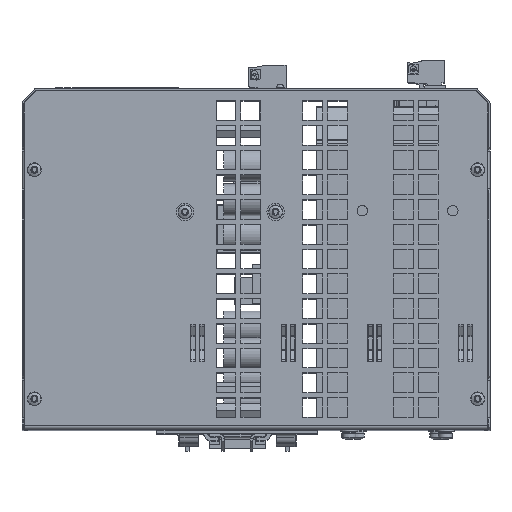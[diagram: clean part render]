
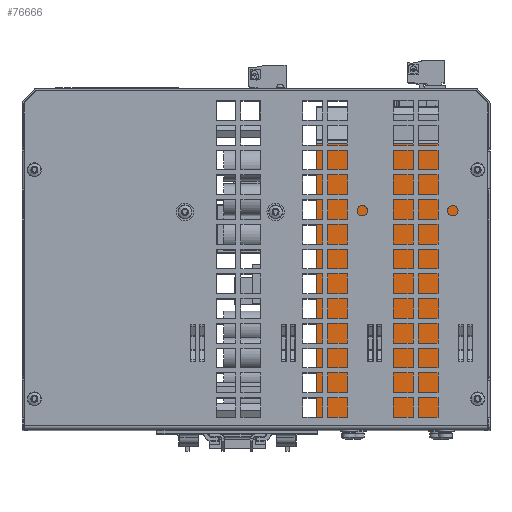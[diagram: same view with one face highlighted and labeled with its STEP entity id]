
A CAD part, top view. The second image highlights one B-rep face of the part: STEP entity #76666.
In plain terms, the highlighted face is planar.
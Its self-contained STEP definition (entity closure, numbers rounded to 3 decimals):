
#5975=PLANE('',#82905);
#10669=FACE_OUTER_BOUND('',#15515,.T.);
#15515=EDGE_LOOP('',(#68254,#68255,#68256,#68257));
#23059=LINE('',#123279,#31443);
#23066=LINE('',#123303,#31450);
#23068=LINE('',#123307,#31452);
#23069=LINE('',#123308,#31453);
#31443=VECTOR('',#99649,10.);
#31450=VECTOR('',#99668,10.);
#31452=VECTOR('',#99672,10.);
#31453=VECTOR('',#99673,10.);
#40204=VERTEX_POINT('',#123276);
#40205=VERTEX_POINT('',#123278);
#40216=VERTEX_POINT('',#123301);
#40217=VERTEX_POINT('',#123306);
#49770=EDGE_CURVE('',#40205,#40204,#23059,.T.);
#49782=EDGE_CURVE('',#40204,#40216,#23066,.T.);
#49784=EDGE_CURVE('',#40216,#40217,#23068,.T.);
#49785=EDGE_CURVE('',#40205,#40217,#23069,.T.);
#68254=ORIENTED_EDGE('',*,*,#49784,.T.);
#68255=ORIENTED_EDGE('',*,*,#49785,.F.);
#68256=ORIENTED_EDGE('',*,*,#49770,.T.);
#68257=ORIENTED_EDGE('',*,*,#49782,.T.);
#76666=ADVANCED_FACE('',(#10669),#5975,.T.);
#82905=AXIS2_PLACEMENT_3D('',#123305,#99670,#99671);
#99649=DIRECTION('',(0.,0.,1.));
#99668=DIRECTION('',(0.,1.,0.));
#99670=DIRECTION('center_axis',(-1.,0.,0.));
#99671=DIRECTION('ref_axis',(0.,0.,1.));
#99672=DIRECTION('',(0.,0.,-1.));
#99673=DIRECTION('',(0.,1.,0.));
#123276=CARTESIAN_POINT('',(-61.,-32.5,114.99));
#123278=CARTESIAN_POINT('',(-61.,-32.5,0.));
#123279=CARTESIAN_POINT('',(-61.,-32.5,0.));
#123301=CARTESIAN_POINT('',(-61.,32.5,114.99));
#123303=CARTESIAN_POINT('',(-61.,0.,114.99));
#123305=CARTESIAN_POINT('Origin',(-61.,0.,114.99));
#123306=CARTESIAN_POINT('',(-61.,32.5,0.));
#123307=CARTESIAN_POINT('',(-61.,32.5,0.));
#123308=CARTESIAN_POINT('',(-61.,0.,0.));
